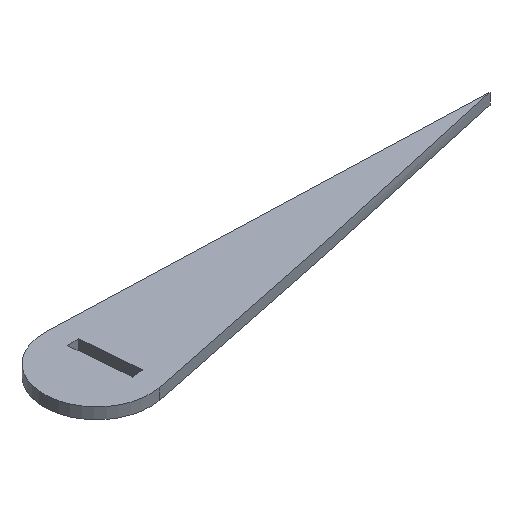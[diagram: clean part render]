
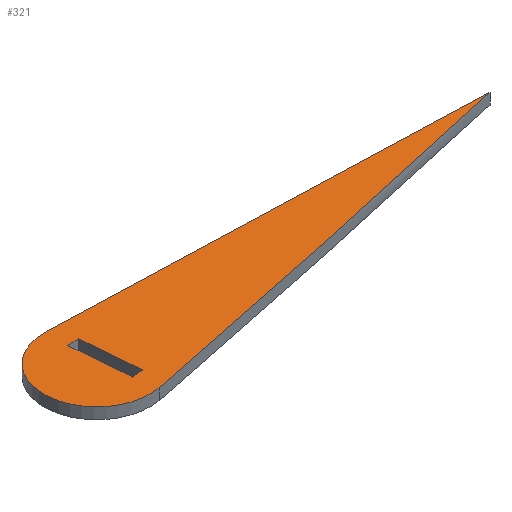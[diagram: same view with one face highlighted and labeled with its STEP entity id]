
A CAD part, isometric view. The second image highlights one B-rep face of the part: STEP entity #321.
In plain terms, the highlighted planar face has unit normal (0, 0, 1).
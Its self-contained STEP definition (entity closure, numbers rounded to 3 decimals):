
#36=CARTESIAN_POINT('Axis2P3D Location',(404.,-11.917,3.)) ;
#40=CARTESIAN_POINT('Vertex',(406.731,-25.855,3.)) ;
#42=CARTESIAN_POINT('Vertex',(404.476,2.279,3.)) ;
#85=CARTESIAN_POINT('Control Point',(519.741,-1.621,3.)) ;
#86=CARTESIAN_POINT('Control Point',(498.612,-0.904,3.)) ;
#87=CARTESIAN_POINT('Control Point',(477.484,-0.186,3.)) ;
#88=CARTESIAN_POINT('Control Point',(456.355,0.531,3.)) ;
#89=CARTESIAN_POINT('Control Point',(433.302,1.312,3.)) ;
#90=CARTESIAN_POINT('Control Point',(410.248,2.086,3.)) ;
#91=CARTESIAN_POINT('Control Point',(408.324,2.15,3.)) ;
#92=CARTESIAN_POINT('Control Point',(406.399,2.215,3.)) ;
#93=CARTESIAN_POINT('Control Point',(404.476,2.279,3.)) ;
#94=CARTESIAN_POINT('Vertex',(519.741,-1.621,3.)) ;
#136=CARTESIAN_POINT('Control Point',(406.731,-25.855,3.)) ;
#137=CARTESIAN_POINT('Control Point',(423.911,-22.49,3.)) ;
#138=CARTESIAN_POINT('Control Point',(441.061,-18.973,3.)) ;
#139=CARTESIAN_POINT('Control Point',(458.18,-15.335,3.)) ;
#140=CARTESIAN_POINT('Control Point',(480.757,-10.402,3.)) ;
#141=CARTESIAN_POINT('Control Point',(503.306,-5.344,3.)) ;
#142=CARTESIAN_POINT('Control Point',(508.786,-4.108,3.)) ;
#143=CARTESIAN_POINT('Control Point',(514.264,-2.867,3.)) ;
#144=CARTESIAN_POINT('Control Point',(519.741,-1.621,3.)) ;
#169=CARTESIAN_POINT('Line Origine',(407.199,-19.664,3.)) ;
#173=CARTESIAN_POINT('Vertex',(405.705,-19.797,3.)) ;
#175=CARTESIAN_POINT('Vertex',(408.693,-19.531,3.)) ;
#209=CARTESIAN_POINT('Line Origine',(407.984,-11.562,3.)) ;
#213=CARTESIAN_POINT('Vertex',(407.275,-3.594,3.)) ;
#240=CARTESIAN_POINT('Line Origine',(405.781,-3.727,3.)) ;
#244=CARTESIAN_POINT('Vertex',(404.287,-3.859,3.)) ;
#271=CARTESIAN_POINT('Line Origine',(404.996,-11.828,3.)) ;
#305=CARTESIAN_POINT('Axis2P3D Location',(0.,0.,3.)) ;
#171=VECTOR('Line Direction',#170,1.) ;
#211=VECTOR('Line Direction',#210,1.) ;
#242=VECTOR('Line Direction',#241,1.) ;
#273=VECTOR('Line Direction',#272,1.) ;
#37=DIRECTION('Axis2P3D Direction',(0.,0.,-1.)) ;
#170=DIRECTION('Vector Direction',(-0.996,-0.089,0.)) ;
#210=DIRECTION('Vector Direction',(-0.089,0.996,0.)) ;
#241=DIRECTION('Vector Direction',(0.996,0.089,0.)) ;
#272=DIRECTION('Vector Direction',(-0.089,0.996,0.)) ;
#306=DIRECTION('Axis2P3D Direction',(0.,0.,-1.)) ;
#307=DIRECTION('Axis2P3D XDirection',(1.,0.,0.)) ;
#38=AXIS2_PLACEMENT_3D('Circle Axis2P3D',#36,#37,$) ;
#308=AXIS2_PLACEMENT_3D('Plane Axis2P3D',#305,#306,#307) ;
#172=LINE('Line',#169,#171) ;
#212=LINE('Line',#209,#211) ;
#243=LINE('Line',#240,#242) ;
#274=LINE('Line',#271,#273) ;
#39=CIRCLE('generated circle',#38,14.204) ;
#309=PLANE('',#308) ;
#320=FACE_BOUND('',#315,.T.) ;
#44=EDGE_CURVE('',#41,#43,#39,.T.) ;
#96=EDGE_CURVE('',#43,#95,#84,.F.) ;
#145=EDGE_CURVE('',#95,#41,#135,.F.) ;
#177=EDGE_CURVE('',#174,#176,#172,.F.) ;
#215=EDGE_CURVE('',#176,#214,#212,.T.) ;
#246=EDGE_CURVE('',#214,#245,#243,.F.) ;
#275=EDGE_CURVE('',#245,#174,#274,.F.) ;
#311=ORIENTED_EDGE('',*,*,#145,.F.) ;
#312=ORIENTED_EDGE('',*,*,#96,.F.) ;
#313=ORIENTED_EDGE('',*,*,#44,.F.) ;
#316=ORIENTED_EDGE('',*,*,#275,.F.) ;
#317=ORIENTED_EDGE('',*,*,#246,.F.) ;
#318=ORIENTED_EDGE('',*,*,#215,.F.) ;
#319=ORIENTED_EDGE('',*,*,#177,.F.) ;
#310=EDGE_LOOP('',(#311,#312,#313)) ;
#315=EDGE_LOOP('',(#316,#317,#318,#319)) ;
#41=VERTEX_POINT('',#40) ;
#43=VERTEX_POINT('',#42) ;
#95=VERTEX_POINT('',#94) ;
#174=VERTEX_POINT('',#173) ;
#176=VERTEX_POINT('',#175) ;
#214=VERTEX_POINT('',#213) ;
#245=VERTEX_POINT('',#244) ;
#321=ADVANCED_FACE('PartBody',(#314,#320),#309,.F.) ;
#84=B_SPLINE_CURVE_WITH_KNOTS('',5,(#85,#86,#87,#88,#89,#90,#91,#92,#93),.UNSPECIFIED.,.F.,.U.,(6,3,6),(0.,105.667,115.293),.UNSPECIFIED.) ;
#135=B_SPLINE_CURVE_WITH_KNOTS('',5,(#136,#137,#138,#139,#140,#141,#142,#143,#144),.UNSPECIFIED.,.F.,.U.,(6,3,6),(500418.371,500505.833,500533.918),.UNSPECIFIED.) ;
#314=FACE_OUTER_BOUND('',#310,.T.) ;
